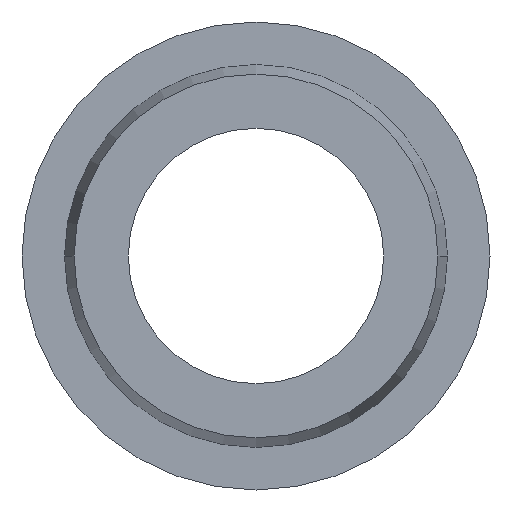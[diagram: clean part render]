
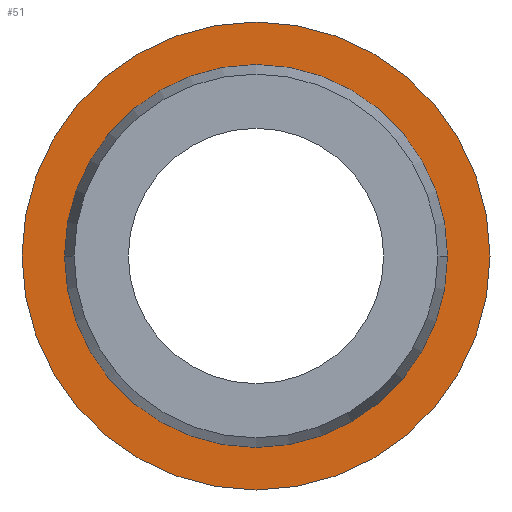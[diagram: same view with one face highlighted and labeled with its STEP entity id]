
A CAD part, front view. The second image highlights one B-rep face of the part: STEP entity #51.
In plain terms, the highlighted planar face has unit normal (0, -1, 0).
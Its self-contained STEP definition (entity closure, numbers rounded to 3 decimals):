
#51=ADVANCED_FACE('',(#101,#102),#103,.T.);
#101=FACE_OUTER_BOUND('',#150,.T.);
#102=FACE_BOUND('',#151,.T.);
#103=PLANE('',#152);
#150=EDGE_LOOP('',(#231,#232));
#151=EDGE_LOOP('',(#233,#234));
#152=AXIS2_PLACEMENT_3D('',#235,#236,#237);
#231=ORIENTED_EDGE('',*,*,#295,.F.);
#232=ORIENTED_EDGE('',*,*,#313,.F.);
#233=ORIENTED_EDGE('',*,*,#302,.T.);
#234=ORIENTED_EDGE('',*,*,#311,.T.);
#235=CARTESIAN_POINT('',(10.0,8.0,0.0));
#236=DIRECTION('',(-0.0,-1.0,-0.0));
#237=DIRECTION('',(-1.0,0.0,0.0));
#295=EDGE_CURVE('',#345,#348,#349,.T.);
#302=EDGE_CURVE('',#355,#359,#361,.T.);
#311=EDGE_CURVE('',#359,#355,#372,.T.);
#313=EDGE_CURVE('',#348,#345,#374,.T.);
#345=VERTEX_POINT('',#408);
#348=VERTEX_POINT('',#412);
#349=CIRCLE('',#413,11.0);
#355=VERTEX_POINT('',#420);
#359=VERTEX_POINT('',#425);
#361=CIRCLE('',#428,9.0);
#372=CIRCLE('',#441,9.0);
#374=CIRCLE('',#443,11.0);
#408=CARTESIAN_POINT('',(11.0,8.0,0.0));
#412=CARTESIAN_POINT('',(-11.0,8.0,0.));
#413=AXIS2_PLACEMENT_3D('',#480,#481,#482);
#420=CARTESIAN_POINT('',(9.0,8.0,0.0));
#425=CARTESIAN_POINT('',(-9.0,8.0,0.));
#428=AXIS2_PLACEMENT_3D('',#492,#493,#494);
#441=AXIS2_PLACEMENT_3D('',#506,#507,#508);
#443=AXIS2_PLACEMENT_3D('',#509,#510,#511);
#480=CARTESIAN_POINT('',(0.0,8.0,0.0));
#481=DIRECTION('',(-0.0,1.0,0.0));
#482=DIRECTION('',(1.0,0.0,0.0));
#492=CARTESIAN_POINT('',(0.0,8.0,0.0));
#493=DIRECTION('',(-0.0,1.0,0.0));
#494=DIRECTION('',(1.0,0.0,0.0));
#506=CARTESIAN_POINT('',(0.0,8.0,0.0));
#507=DIRECTION('',(-0.0,1.0,0.0));
#508=DIRECTION('',(1.0,0.0,0.0));
#509=CARTESIAN_POINT('',(0.0,8.0,0.0));
#510=DIRECTION('',(-0.0,1.0,0.0));
#511=DIRECTION('',(1.0,0.0,0.0));
